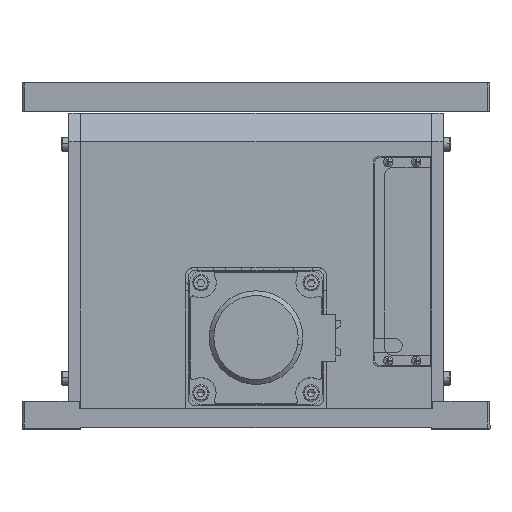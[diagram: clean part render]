
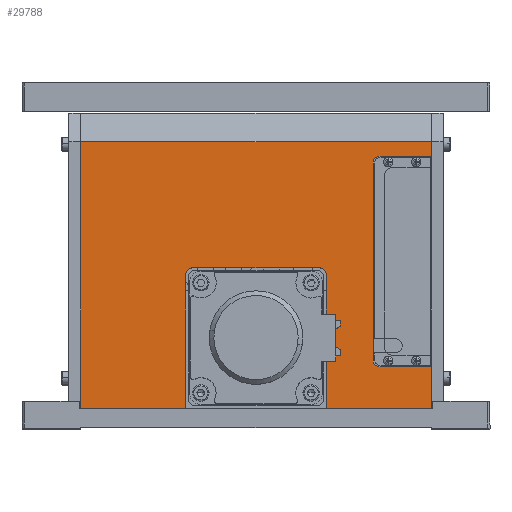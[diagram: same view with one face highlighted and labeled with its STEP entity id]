
A CAD part, top view. The second image highlights one B-rep face of the part: STEP entity #29788.
In plain terms, the highlighted planar face has unit normal (0, 0, 1).
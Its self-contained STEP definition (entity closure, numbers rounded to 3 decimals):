
#331 = AXIS2_PLACEMENT_3D ( 'NONE', #37379, #22806, #5301 ) ;
#1674 = VECTOR ( 'NONE', #13919, 1000. ) ;
#2585 = ORIENTED_EDGE ( 'NONE', *, *, #20317, .T. ) ;
#3252 = ORIENTED_EDGE ( 'NONE', *, *, #22241, .F. ) ;
#3296 = CARTESIAN_POINT ( 'NONE',  ( 75., 122.5, 205. ) ) ;
#3656 = ORIENTED_EDGE ( 'NONE', *, *, #26128, .F. ) ;
#4386 = CIRCLE ( 'NONE', #331, 3. ) ;
#5005 = DIRECTION ( 'NONE',  ( 0., 0., -1. ) ) ;
#5018 = CARTESIAN_POINT ( 'NONE',  ( -75., 8.5, 205. ) ) ;
#5231 = DIRECTION ( 'NONE',  ( 0., -1., 0. ) ) ;
#5301 = DIRECTION ( 'NONE',  ( 1., 0., 0. ) ) ;
#5400 = LINE ( 'NONE', #39053, #37016 ) ;
#5465 = ORIENTED_EDGE ( 'NONE', *, *, #36036, .T. ) ;
#6027 = CARTESIAN_POINT ( 'NONE',  ( 30., 65.5, 205. ) ) ;
#6201 = LINE ( 'NONE', #5018, #41702 ) ;
#6984 = AXIS2_PLACEMENT_3D ( 'NONE', #12299, #15824, #40717 ) ;
#7965 = CARTESIAN_POINT ( 'NONE',  ( 75., 26.25, 205. ) ) ;
#8070 = AXIS2_PLACEMENT_3D ( 'NONE', #37073, #5005, #15785 ) ;
#8326 = LINE ( 'NONE', #41338, #41103 ) ;
#8420 = DIRECTION ( 'NONE',  ( 1., 0., 0. ) ) ;
#8452 = VECTOR ( 'NONE', #45863, 1000. ) ;
#8800 = ORIENTED_EDGE ( 'NONE', *, *, #24040, .F. ) ;
#8964 = DIRECTION ( 'NONE',  ( 0., 1., 0. ) ) ;
#9045 = PLANE ( 'NONE',  #6984 ) ;
#9245 = VECTOR ( 'NONE', #8964, 1000. ) ;
#9322 = ORIENTED_EDGE ( 'NONE', *, *, #36862, .T. ) ;
#9641 = FACE_OUTER_BOUND ( 'NONE', #31035, .T. ) ;
#9737 = CARTESIAN_POINT ( 'NONE',  ( -30., 8.5, 205. ) ) ;
#9786 = LINE ( 'NONE', #44011, #38030 ) ;
#9805 = CARTESIAN_POINT ( 'NONE',  ( 75., 8.5, 205. ) ) ;
#9953 = EDGE_CURVE ( 'NONE', #36273, #39565, #34459, .T. ) ;
#10165 = EDGE_CURVE ( 'NONE', #15992, #35008, #5400, .T. ) ;
#10358 = CARTESIAN_POINT ( 'NONE',  ( 30., 8.5, 205. ) ) ;
#11176 = CARTESIAN_POINT ( 'NONE',  ( 27., 68.5, 205. ) ) ;
#11679 = DIRECTION ( 'NONE',  ( 0., 0., 1. ) ) ;
#12019 = ORIENTED_EDGE ( 'NONE', *, *, #36789, .T. ) ;
#12299 = CARTESIAN_POINT ( 'NONE',  ( -75., 8.5, 205. ) ) ;
#13172 = EDGE_CURVE ( 'NONE', #29977, #40761, #33992, .T. ) ;
#13286 = DIRECTION ( 'NONE',  ( 0., -1., 0. ) ) ;
#13919 = DIRECTION ( 'NONE',  ( 0., 1., 0. ) ) ;
#14074 = LINE ( 'NONE', #39196, #16282 ) ;
#14212 = VERTEX_POINT ( 'NONE', #6027 ) ;
#14255 = EDGE_CURVE ( 'NONE', #26629, #41955, #27315, .T. ) ;
#14299 = ORIENTED_EDGE ( 'NONE', *, *, #17977, .T. ) ;
#14337 = CARTESIAN_POINT ( 'NONE',  ( 50., 113.25, 205. ) ) ;
#14637 = LINE ( 'NONE', #23090, #21290 ) ;
#15785 = DIRECTION ( 'NONE',  ( 1., 0., 0. ) ) ;
#15824 = DIRECTION ( 'NONE',  ( 0., 0., 1. ) ) ;
#15992 = VERTEX_POINT ( 'NONE', #11176 ) ;
#16282 = VECTOR ( 'NONE', #18361, 1000. ) ;
#17085 = CIRCLE ( 'NONE', #8070, 3. ) ;
#17133 = LINE ( 'NONE', #10358, #1674 ) ;
#17317 = VERTEX_POINT ( 'NONE', #17983 ) ;
#17977 = EDGE_CURVE ( 'NONE', #40761, #43284, #25877, .T. ) ;
#17983 = CARTESIAN_POINT ( 'NONE',  ( -75., 122.5, 205. ) ) ;
#18361 = DIRECTION ( 'NONE',  ( 0., 1., 0. ) ) ;
#18847 = EDGE_CURVE ( 'NONE', #17317, #42372, #9786, .T. ) ;
#19632 = DIRECTION ( 'NONE',  ( 0., 0., 1. ) ) ;
#20317 = EDGE_CURVE ( 'NONE', #37278, #43734, #14074, .T. ) ;
#20445 = VERTEX_POINT ( 'NONE', #36522 ) ;
#21290 = VECTOR ( 'NONE', #36753, 1000. ) ;
#21628 = EDGE_CURVE ( 'NONE', #42372, #39565, #6201, .T. ) ;
#22241 = EDGE_CURVE ( 'NONE', #14212, #15992, #23355, .T. ) ;
#22588 = CARTESIAN_POINT ( 'NONE',  ( 27., 65.5, 205. ) ) ;
#22806 = DIRECTION ( 'NONE',  ( 0., 0., -1. ) ) ;
#23090 = CARTESIAN_POINT ( 'NONE',  ( 75., 116.25, 205. ) ) ;
#23355 = CIRCLE ( 'NONE', #26782, 3. ) ;
#24040 = EDGE_CURVE ( 'NONE', #35008, #36273, #33025, .T. ) ;
#24540 = VECTOR ( 'NONE', #44025, 1000. ) ;
#25370 = ORIENTED_EDGE ( 'NONE', *, *, #14255, .F. ) ;
#25877 = LINE ( 'NONE', #36872, #9245 ) ;
#26128 = EDGE_CURVE ( 'NONE', #29977, #14212, #17133, .T. ) ;
#26619 = ORIENTED_EDGE ( 'NONE', *, *, #13172, .T. ) ;
#26629 = VERTEX_POINT ( 'NONE', #14337 ) ;
#26782 = AXIS2_PLACEMENT_3D ( 'NONE', #22588, #19632, #33777 ) ;
#27315 = LINE ( 'NONE', #42610, #8452 ) ;
#28299 = CARTESIAN_POINT ( 'NONE',  ( -30., 8.5, 205. ) ) ;
#28440 = CARTESIAN_POINT ( 'NONE',  ( -75., 8.5, 205. ) ) ;
#29788 = ADVANCED_FACE ( 'NONE', ( #9641 ), #9045, .T. ) ;
#29977 = VERTEX_POINT ( 'NONE', #38972 ) ;
#30514 = ORIENTED_EDGE ( 'NONE', *, *, #21628, .T. ) ;
#31035 = EDGE_LOOP ( 'NONE', ( #42136, #8800, #41518, #3252, #3656, #26619, #14299, #34561, #9322, #25370, #12019, #43215, #2585, #5465, #44911, #30514 ) ) ;
#31288 = CARTESIAN_POINT ( 'NONE',  ( 53., 26.25, 205. ) ) ;
#32199 = CARTESIAN_POINT ( 'NONE',  ( 50., 29.25, 205. ) ) ;
#32247 = DIRECTION ( 'NONE',  ( -1., 0., 0. ) ) ;
#32930 = CARTESIAN_POINT ( 'NONE',  ( -27., 65.5, 205. ) ) ;
#33025 = CIRCLE ( 'NONE', #42198, 3. ) ;
#33289 = LINE ( 'NONE', #42513, #42748 ) ;
#33304 = CARTESIAN_POINT ( 'NONE',  ( -75., 8.5, 205. ) ) ;
#33680 = EDGE_CURVE ( 'NONE', #37278, #20445, #14637, .T. ) ;
#33777 = DIRECTION ( 'NONE',  ( 1., 0., 0. ) ) ;
#33992 = LINE ( 'NONE', #33304, #24540 ) ;
#34459 = LINE ( 'NONE', #9737, #37173 ) ;
#34561 = ORIENTED_EDGE ( 'NONE', *, *, #36290, .F. ) ;
#35008 = VERTEX_POINT ( 'NONE', #36857 ) ;
#35621 = DIRECTION ( 'NONE',  ( -1., 0., 0. ) ) ;
#36036 = EDGE_CURVE ( 'NONE', #43734, #17317, #33289, .T. ) ;
#36273 = VERTEX_POINT ( 'NONE', #40578 ) ;
#36290 = EDGE_CURVE ( 'NONE', #45171, #43284, #8326, .T. ) ;
#36474 = DIRECTION ( 'NONE',  ( -1., 0., 0. ) ) ;
#36522 = CARTESIAN_POINT ( 'NONE',  ( 53., 116.25, 205. ) ) ;
#36753 = DIRECTION ( 'NONE',  ( -1., 0., 0. ) ) ;
#36789 = EDGE_CURVE ( 'NONE', #26629, #20445, #17085, .T. ) ;
#36857 = CARTESIAN_POINT ( 'NONE',  ( -27., 68.5, 205. ) ) ;
#36862 = EDGE_CURVE ( 'NONE', #45171, #41955, #4386, .T. ) ;
#36872 = CARTESIAN_POINT ( 'NONE',  ( 75., 134.5, 205. ) ) ;
#37016 = VECTOR ( 'NONE', #35621, 1000. ) ;
#37073 = CARTESIAN_POINT ( 'NONE',  ( 53., 113.25, 205. ) ) ;
#37173 = VECTOR ( 'NONE', #13286, 1000. ) ;
#37278 = VERTEX_POINT ( 'NONE', #44057 ) ;
#37379 = CARTESIAN_POINT ( 'NONE',  ( 53., 29.25, 205. ) ) ;
#38030 = VECTOR ( 'NONE', #5231, 1000. ) ;
#38972 = CARTESIAN_POINT ( 'NONE',  ( 30., 8.5, 205. ) ) ;
#39053 = CARTESIAN_POINT ( 'NONE',  ( -27., 68.5, 205. ) ) ;
#39196 = CARTESIAN_POINT ( 'NONE',  ( 75., 134.5, 205. ) ) ;
#39565 = VERTEX_POINT ( 'NONE', #28299 ) ;
#40578 = CARTESIAN_POINT ( 'NONE',  ( -30., 65.5, 205. ) ) ;
#40717 = DIRECTION ( 'NONE',  ( 1., 0., 0. ) ) ;
#40761 = VERTEX_POINT ( 'NONE', #9805 ) ;
#41103 = VECTOR ( 'NONE', #44899, 1000. ) ;
#41338 = CARTESIAN_POINT ( 'NONE',  ( 75., 26.25, 205. ) ) ;
#41518 = ORIENTED_EDGE ( 'NONE', *, *, #10165, .F. ) ;
#41702 = VECTOR ( 'NONE', #8420, 1000. ) ;
#41955 = VERTEX_POINT ( 'NONE', #32199 ) ;
#42136 = ORIENTED_EDGE ( 'NONE', *, *, #9953, .F. ) ;
#42198 = AXIS2_PLACEMENT_3D ( 'NONE', #32930, #11679, #36474 ) ;
#42372 = VERTEX_POINT ( 'NONE', #28440 ) ;
#42513 = CARTESIAN_POINT ( 'NONE',  ( -75., 122.5, 205. ) ) ;
#42610 = CARTESIAN_POINT ( 'NONE',  ( 50., 116.25, 205. ) ) ;
#42748 = VECTOR ( 'NONE', #32247, 1000. ) ;
#43215 = ORIENTED_EDGE ( 'NONE', *, *, #33680, .F. ) ;
#43284 = VERTEX_POINT ( 'NONE', #7965 ) ;
#43734 = VERTEX_POINT ( 'NONE', #3296 ) ;
#44011 = CARTESIAN_POINT ( 'NONE',  ( -75., 134.5, 205. ) ) ;
#44025 = DIRECTION ( 'NONE',  ( 1., 0., 0. ) ) ;
#44057 = CARTESIAN_POINT ( 'NONE',  ( 75., 116.25, 205. ) ) ;
#44899 = DIRECTION ( 'NONE',  ( 1., 0., 0. ) ) ;
#44911 = ORIENTED_EDGE ( 'NONE', *, *, #18847, .T. ) ;
#45171 = VERTEX_POINT ( 'NONE', #31288 ) ;
#45863 = DIRECTION ( 'NONE',  ( 0., -1., 0. ) ) ;
